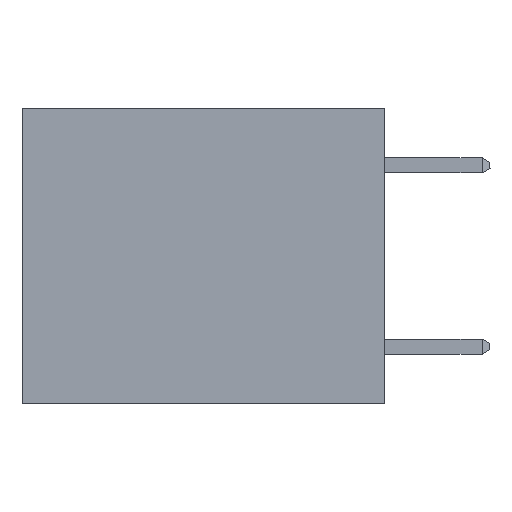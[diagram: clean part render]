
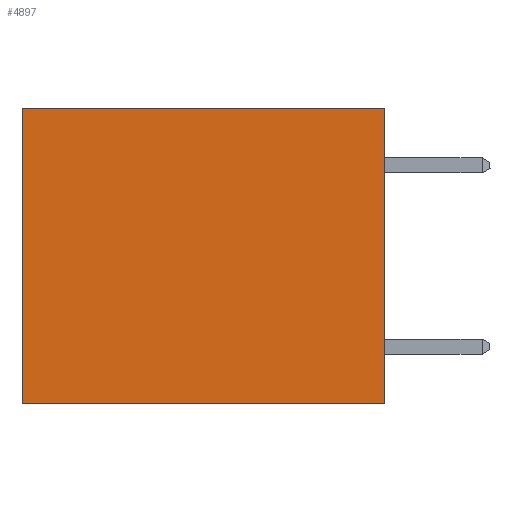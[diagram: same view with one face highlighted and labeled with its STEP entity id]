
A CAD part, left-side view. The second image highlights one B-rep face of the part: STEP entity #4897.
In plain terms, the highlighted planar face has unit normal (-1, 0, 0).
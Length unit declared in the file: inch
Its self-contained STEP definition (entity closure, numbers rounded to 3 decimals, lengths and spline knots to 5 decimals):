
#1547 = EDGE_CURVE ( 'NONE', #11208, #2883, #22625, .T. ) ;
#2883 = VERTEX_POINT ( 'NONE', #13415 ) ;
#3838 = ORIENTED_EDGE ( 'NONE', *, *, #1547, .F. ) ;
#4164 = CARTESIAN_POINT ( 'NONE',  ( 0.3165, 0., 0. ) ) ;
#4294 = ORIENTED_EDGE ( 'NONE', *, *, #9687, .F. ) ;
#4621 = DIRECTION ( 'NONE',  ( 0., 1., 0. ) ) ;
#4767 = VERTEX_POINT ( 'NONE', #11024 ) ;
#4897 = ADVANCED_FACE ( 'NONE', ( #15204 ), #8141, .F. ) ;
#4989 = VECTOR ( 'NONE', #17190, 39.37008 ) ;
#5279 = VERTEX_POINT ( 'NONE', #14530 ) ;
#5574 = EDGE_CURVE ( 'NONE', #5279, #4767, #21724, .T. ) ;
#6255 = LINE ( 'NONE', #12163, #9584 ) ;
#6285 = ORIENTED_EDGE ( 'NONE', *, *, #22022, .T. ) ;
#8133 = LINE ( 'NONE', #15196, #16357 ) ;
#8141 = PLANE ( 'NONE',  #12187 ) ;
#8266 = DIRECTION ( 'NONE',  ( 0., 0., -1. ) ) ;
#8581 = EDGE_LOOP ( 'NONE', ( #6285, #3838, #4294, #17472 ) ) ;
#9584 = VECTOR ( 'NONE', #10294, 39.37008 ) ;
#9687 = EDGE_CURVE ( 'NONE', #5279, #11208, #8133, .T. ) ;
#10294 = DIRECTION ( 'NONE',  ( 0., 0., -1. ) ) ;
#11024 = CARTESIAN_POINT ( 'NONE',  ( 0.3165, 0.6, 0. ) ) ;
#11208 = VERTEX_POINT ( 'NONE', #19758 ) ;
#12163 = CARTESIAN_POINT ( 'NONE',  ( 0.3165, 0.6, -0.49 ) ) ;
#12187 = AXIS2_PLACEMENT_3D ( 'NONE', #20376, #22154, #16942 ) ;
#12528 = VECTOR ( 'NONE', #4621, 39.37008 ) ;
#13415 = CARTESIAN_POINT ( 'NONE',  ( 0.3165, 0.6, -0.49 ) ) ;
#14530 = CARTESIAN_POINT ( 'NONE',  ( 0.3165, 0., 0. ) ) ;
#15196 = CARTESIAN_POINT ( 'NONE',  ( 0.3165, 0., -0.49 ) ) ;
#15204 = FACE_OUTER_BOUND ( 'NONE', #8581, .T. ) ;
#16357 = VECTOR ( 'NONE', #8266, 39.37008 ) ;
#16942 = DIRECTION ( 'NONE',  ( 0., 0., -1. ) ) ;
#17190 = DIRECTION ( 'NONE',  ( 0., 1., 0. ) ) ;
#17472 = ORIENTED_EDGE ( 'NONE', *, *, #5574, .T. ) ;
#18366 = CARTESIAN_POINT ( 'NONE',  ( 0.3165, 0., -0.49 ) ) ;
#19758 = CARTESIAN_POINT ( 'NONE',  ( 0.3165, 0., -0.49 ) ) ;
#20376 = CARTESIAN_POINT ( 'NONE',  ( 0.3165, 0., -0.49 ) ) ;
#21724 = LINE ( 'NONE', #4164, #4989 ) ;
#22022 = EDGE_CURVE ( 'NONE', #4767, #2883, #6255, .T. ) ;
#22154 = DIRECTION ( 'NONE',  ( 1., 0., 0. ) ) ;
#22625 = LINE ( 'NONE', #18366, #12528 ) ;
